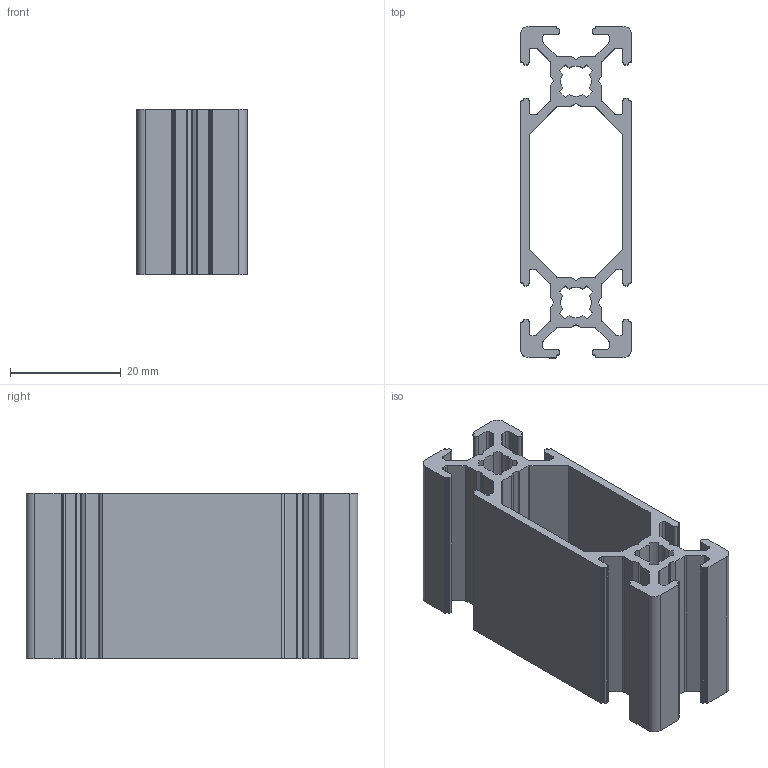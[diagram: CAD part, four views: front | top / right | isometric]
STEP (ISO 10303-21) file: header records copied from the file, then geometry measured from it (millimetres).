
FILE_DESCRIPTION (( 'STEP AP214' ), '1' );
FILE_NAME ('20x60.STEP', '2019-05-22T08:02:38', ( '' ), ( '' ), 'SwSTEP 2.0', 'SolidWorks 2018', '' );
FILE_SCHEMA (( 'AUTOMOTIVE_DESIGN' ));
Length unit declared in the file: millimetre
Products named in the file (1): 20x60
Bounding box: 20 x 60 x 30 mm (x, y, z)
Volume: 10774.5 mm3; surface area: 12732.1 mm2
Topology: 1 solids, 1 shells, 274 faces, 816 edges, 544 vertices
Faces by surface type: plane 138, cylinder 136
Entity records: 9318 total; most frequent: DIRECTION 1638, CARTESIAN_POINT 1635, ORIENTED_EDGE 1632, EDGE_CURVE 816, AXIS2_PLACEMENT_3D 547, LINE 544, VERTEX_POINT 544, VECTOR 544
